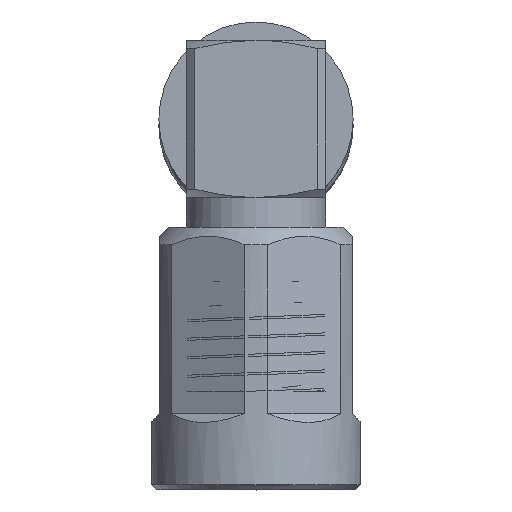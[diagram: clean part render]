
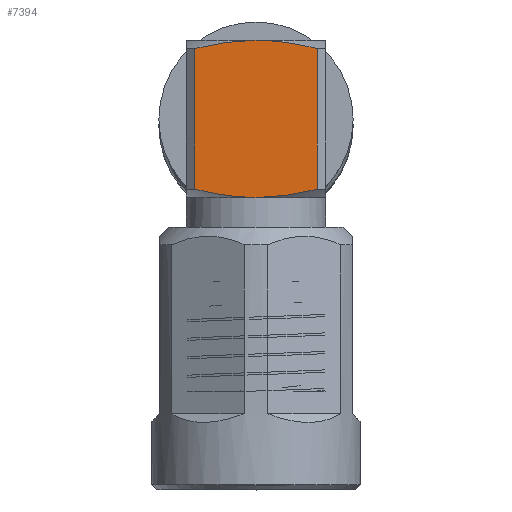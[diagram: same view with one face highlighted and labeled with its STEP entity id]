
A CAD part, top view. The second image highlights one B-rep face of the part: STEP entity #7394.
In plain terms, the highlighted face is planar.
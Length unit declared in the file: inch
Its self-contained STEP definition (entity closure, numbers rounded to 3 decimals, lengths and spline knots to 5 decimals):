
#451 = ORIENTED_EDGE ( 'NONE', *, *, #14258, .F. ) ;
#863 = CARTESIAN_POINT ( 'NONE',  ( -0.17528, 0.1575, 0.04593 ) ) ;
#960 = B_SPLINE_CURVE_WITH_KNOTS ( 'NONE', 3,
 ( #4334, #4282, #10030, #863, #8991, #4386 ),
 .UNSPECIFIED., .F., .F.,
 ( 4, 2, 4 ),
 ( 0.01867, 0.02044, 0.0222 ),
 .UNSPECIFIED. ) ;
#1043 = VECTOR ( 'NONE', #3977, 39.37008 ) ;
#1088 = CARTESIAN_POINT ( 'NONE',  ( 0.16857, 0.1575, -0.09184 ) ) ;
#1115 = DIRECTION ( 'NONE',  ( 1., 0., 0. ) ) ;
#1250 = EDGE_CURVE ( 'NONE', #14983, #4936, #10108, .T. ) ;
#1716 = EDGE_LOOP ( 'NONE', ( #2235, #5993, #12509, #451, #5217, #12916 ) ) ;
#1953 = CARTESIAN_POINT ( 'NONE',  ( -0.17717, 0.1575, 0. ) ) ;
#1995 = CARTESIAN_POINT ( 'NONE',  ( -0.16384, 0.1575, -0.11474 ) ) ;
#2235 = ORIENTED_EDGE ( 'NONE', *, *, #5045, .F. ) ;
#2530 = CARTESIAN_POINT ( 'NONE',  ( 0.16379, 0.1575, 0.11493 ) ) ;
#2658 = PLANE ( 'NONE',  #11453 ) ;
#2768 = CARTESIAN_POINT ( 'NONE',  ( -0.17717, 0.1575, 0.15748 ) ) ;
#2819 = CARTESIAN_POINT ( 'NONE',  ( -0.15343, 0.1575, -0.13748 ) ) ;
#3112 = CARTESIAN_POINT ( 'NONE',  ( -0.16857, 0.1575, -0.09184 ) ) ;
#3262 = LINE ( 'NONE', #8090, #14577 ) ;
#3277 = B_SPLINE_CURVE_WITH_KNOTS ( 'NONE', 3,
 ( #5772, #10425, #1088, #3289, #13953, #6940 ),
 .UNSPECIFIED., .F., .F.,
 ( 4, 2, 4 ),
 ( 0.00486, 0.00664, 0.00841 ),
 .UNSPECIFIED. ) ;
#3289 = CARTESIAN_POINT ( 'NONE',  ( 0.17526, 0.1575, -0.04602 ) ) ;
#3875 = DIRECTION ( 'NONE',  ( 0., 0., -1. ) ) ;
#3977 = DIRECTION ( 'NONE',  ( -1., 0., 0. ) ) ;
#4173 = CARTESIAN_POINT ( 'NONE',  ( -0.1584, 0.1575, -0.13748 ) ) ;
#4282 = CARTESIAN_POINT ( 'NONE',  ( -0.16379, 0.1575, 0.11493 ) ) ;
#4334 = CARTESIAN_POINT ( 'NONE',  ( -0.1584, 0.1575, 0.13748 ) ) ;
#4386 = CARTESIAN_POINT ( 'NONE',  ( -0.17717, 0.1575, 0. ) ) ;
#4675 = VERTEX_POINT ( 'NONE', #1953 ) ;
#4822 = CARTESIAN_POINT ( 'NONE',  ( 0.1584, 0.1575, 0.13748 ) ) ;
#4936 = VERTEX_POINT ( 'NONE', #6609 ) ;
#4984 = EDGE_CURVE ( 'NONE', #4675, #14322, #5910, .T. ) ;
#5045 = EDGE_CURVE ( 'NONE', #10497, #14983, #3277, .T. ) ;
#5217 = ORIENTED_EDGE ( 'NONE', *, *, #6103, .T. ) ;
#5576 = CARTESIAN_POINT ( 'NONE',  ( 0.17717, 0.1575, 0. ) ) ;
#5772 = CARTESIAN_POINT ( 'NONE',  ( 0.1584, 0.1575, -0.13748 ) ) ;
#5910 = B_SPLINE_CURVE_WITH_KNOTS ( 'NONE', 3,
 ( #14754, #8945, #11222, #3112, #1995, #4173 ),
 .UNSPECIFIED., .F., .F.,
 ( 4, 2, 4 ),
 ( 0.0222, 0.02397, 0.02574 ),
 .UNSPECIFIED. ) ;
#5993 = ORIENTED_EDGE ( 'NONE', *, *, #11172, .T. ) ;
#6103 = EDGE_CURVE ( 'NONE', #6852, #4936, #3262, .T. ) ;
#6609 = CARTESIAN_POINT ( 'NONE',  ( 0.1584, 0.1575, 0.13748 ) ) ;
#6852 = VERTEX_POINT ( 'NONE', #7563 ) ;
#6940 = CARTESIAN_POINT ( 'NONE',  ( 0.17717, 0.1575, 0. ) ) ;
#7052 = FACE_OUTER_BOUND ( 'NONE', #1716, .T. ) ;
#7106 = CARTESIAN_POINT ( 'NONE',  ( 0.17717, 0.1575, 0. ) ) ;
#7394 = ADVANCED_FACE ( 'NONE', ( #7052 ), #2658, .F. ) ;
#7563 = CARTESIAN_POINT ( 'NONE',  ( -0.1584, 0.1575, 0.13748 ) ) ;
#7775 = LINE ( 'NONE', #2819, #1043 ) ;
#8090 = CARTESIAN_POINT ( 'NONE',  ( -0.17717, 0.1575, 0.13748 ) ) ;
#8494 = DIRECTION ( 'NONE',  ( 0., -1., 0. ) ) ;
#8894 = CARTESIAN_POINT ( 'NONE',  ( -0.1584, 0.1575, -0.13748 ) ) ;
#8945 = CARTESIAN_POINT ( 'NONE',  ( -0.17717, 0.1575, -0.02305 ) ) ;
#8991 = CARTESIAN_POINT ( 'NONE',  ( -0.17717, 0.1575, 0.02292 ) ) ;
#9293 = CARTESIAN_POINT ( 'NONE',  ( 0.1584, 0.1575, -0.13748 ) ) ;
#9439 = CARTESIAN_POINT ( 'NONE',  ( 0.17528, 0.1575, 0.04593 ) ) ;
#10030 = CARTESIAN_POINT ( 'NONE',  ( -0.16854, 0.1575, 0.09207 ) ) ;
#10108 = B_SPLINE_CURVE_WITH_KNOTS ( 'NONE', 3,
 ( #7106, #14323, #9439, #11821, #2530, #4822 ),
 .UNSPECIFIED., .F., .F.,
 ( 4, 2, 4 ),
 ( 0.00841, 0.01018, 0.01195 ),
 .UNSPECIFIED. ) ;
#10425 = CARTESIAN_POINT ( 'NONE',  ( 0.16384, 0.1575, -0.11474 ) ) ;
#10497 = VERTEX_POINT ( 'NONE', #9293 ) ;
#11172 = EDGE_CURVE ( 'NONE', #10497, #14322, #7775, .T. ) ;
#11222 = CARTESIAN_POINT ( 'NONE',  ( -0.17526, 0.1575, -0.04602 ) ) ;
#11453 = AXIS2_PLACEMENT_3D ( 'NONE', #2768, #8494, #3875 ) ;
#11821 = CARTESIAN_POINT ( 'NONE',  ( 0.16854, 0.1575, 0.09207 ) ) ;
#12509 = ORIENTED_EDGE ( 'NONE', *, *, #4984, .F. ) ;
#12916 = ORIENTED_EDGE ( 'NONE', *, *, #1250, .F. ) ;
#13953 = CARTESIAN_POINT ( 'NONE',  ( 0.17717, 0.1575, -0.02305 ) ) ;
#14258 = EDGE_CURVE ( 'NONE', #6852, #4675, #960, .T. ) ;
#14322 = VERTEX_POINT ( 'NONE', #8894 ) ;
#14323 = CARTESIAN_POINT ( 'NONE',  ( 0.17717, 0.1575, 0.02292 ) ) ;
#14577 = VECTOR ( 'NONE', #1115, 39.37008 ) ;
#14754 = CARTESIAN_POINT ( 'NONE',  ( -0.17717, 0.1575, 0. ) ) ;
#14983 = VERTEX_POINT ( 'NONE', #5576 ) ;
